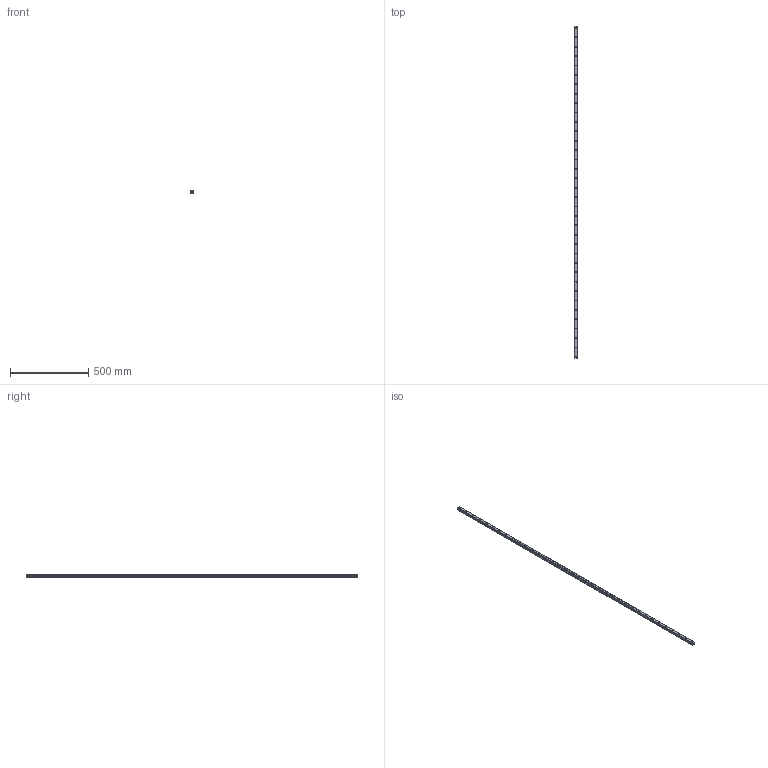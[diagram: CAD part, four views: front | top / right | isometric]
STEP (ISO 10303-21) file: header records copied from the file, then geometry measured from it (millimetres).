
FILE_DESCRIPTION(('STEP AP214'),'1');
FILE_NAME('cctmp_69EC101B-D1EC-4B0E-83D5-A54E6907DC9F_2020_5_18_11_15_12_122..stp','2020-05-18T09:15:12',('HIWIN GmbH'),('CADClick - www.CADClick.com'),'Spatial InterOp 3D',' ','unknown authorization');
FILE_SCHEMA(('AUTOMOTIVE_DESIGN'));
Length unit declared in the file: millimetre
Products named in the file (1): HGR20R2120H_FILE
Bounding box: 20 x 2120 x 17.5 mm (x, y, z)
Volume: 605557 mm3; surface area: 180265.4 mm2
Topology: 1 solids, 1 shells, 431 faces, 951 edges, 634 vertices
Faces by surface type: cylinder 238, plane 193
Entity records: 15553 total; most frequent: DIRECTION 2291, CARTESIAN_POINT 2017, ORIENTED_EDGE 1902, EDGE_CURVE 951, AXIS2_PLACEMENT_3D 908, VERTEX_POINT 634, EDGE_LOOP 543, CIRCLE 476
